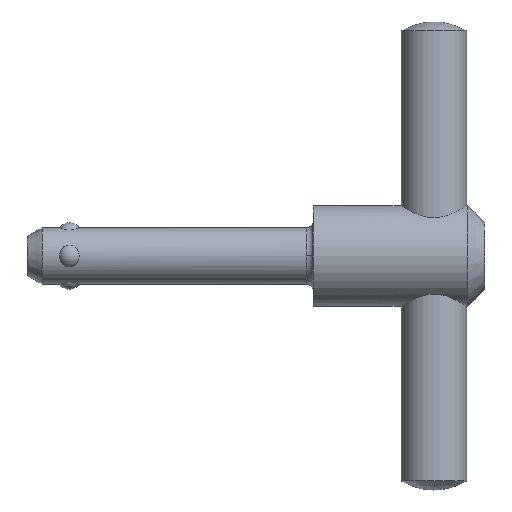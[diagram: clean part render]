
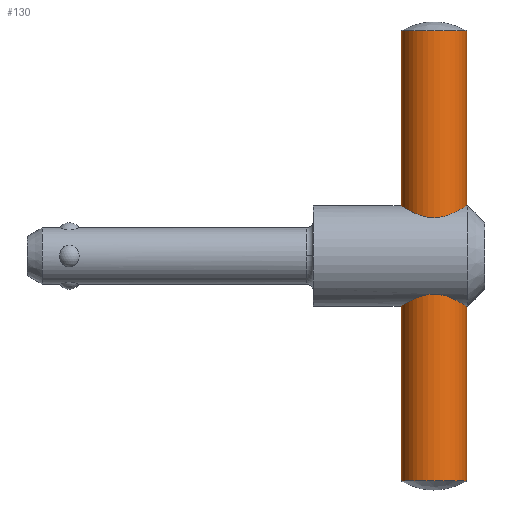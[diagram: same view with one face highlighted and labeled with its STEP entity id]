
A CAD part, top view. The second image highlights one B-rep face of the part: STEP entity #130.
In plain terms, the highlighted cylindrical face has radius 7 mm (diameter 14 mm), a partial arc.
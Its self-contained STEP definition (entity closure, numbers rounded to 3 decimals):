
#130=ADVANCED_FACE('',(#248),#249,.T.);
#248=FACE_OUTER_BOUND('',#361,.T.);
#249=CYLINDRICAL_SURFACE('',#362,7.0);
#361=EDGE_LOOP('',(#611,#612,#613,#614));
#362=AXIS2_PLACEMENT_3D('',#615,#616,#617);
#611=ORIENTED_EDGE('',*,*,#706,.T.);
#612=ORIENTED_EDGE('',*,*,#713,.F.);
#613=ORIENTED_EDGE('',*,*,#708,.T.);
#614=ORIENTED_EDGE('',*,*,#711,.F.);
#615=CARTESIAN_POINT('',(86.7,0.0,0.0));
#616=DIRECTION('',(-0.0,1.0,0.0));
#617=DIRECTION('',(1.0,0.0,0.0));
#706=EDGE_CURVE('',#844,#845,#846,.T.);
#708=EDGE_CURVE('',#849,#847,#850,.T.);
#711=EDGE_CURVE('',#844,#847,#853,.T.);
#713=EDGE_CURVE('',#849,#845,#855,.T.);
#844=VERTEX_POINT('',#1404);
#845=VERTEX_POINT('',#1405);
#846=LINE('',#1406,#1407);
#847=VERTEX_POINT('',#1408);
#849=VERTEX_POINT('',#1410);
#850=LINE('',#1411,#1412);
#853=CIRCLE('',#1415,7.0);
#855=CIRCLE('',#1417,7.0);
#1404=CARTESIAN_POINT('',(93.7,-48.0,0.0));
#1405=CARTESIAN_POINT('',(93.7,48.0,0.0));
#1406=CARTESIAN_POINT('',(93.7,0.0,0.));
#1407=VECTOR('',#1518,1.0);
#1408=CARTESIAN_POINT('',(79.7,-48.0,0.));
#1410=CARTESIAN_POINT('',(79.7,48.0,0.));
#1411=CARTESIAN_POINT('',(79.7,0.0,0.));
#1412=VECTOR('',#1522,1.0);
#1415=AXIS2_PLACEMENT_3D('',#1526,#1527,#1528);
#1417=AXIS2_PLACEMENT_3D('',#1529,#1530,#1531);
#1518=DIRECTION('',(0.0,1.0,0.0));
#1522=DIRECTION('',(-0.0,-1.0,-0.0));
#1526=CARTESIAN_POINT('',(86.7,-48.0,0.0));
#1527=DIRECTION('',(0.0,-1.0,0.0));
#1528=DIRECTION('',(1.0,0.0,0.0));
#1529=CARTESIAN_POINT('',(86.7,48.0,0.0));
#1530=DIRECTION('',(-0.0,1.0,0.0));
#1531=DIRECTION('',(1.0,0.0,0.0));
